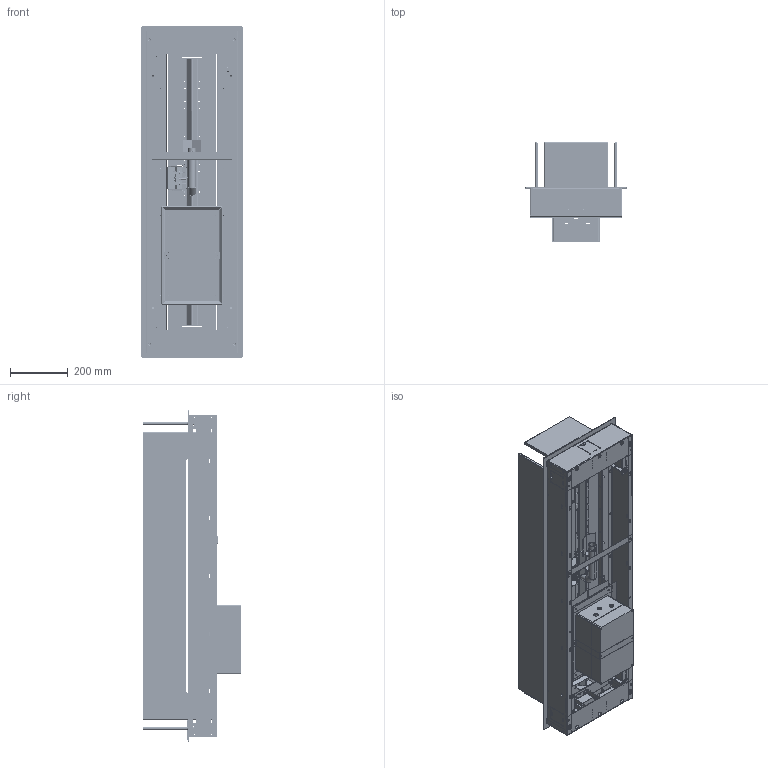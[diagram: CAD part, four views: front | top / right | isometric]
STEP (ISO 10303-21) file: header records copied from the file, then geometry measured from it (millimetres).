
FILE_DESCRIPTION (( 'STEP AP214' ), '1' );
FILE_NAME ('3d_Galaxy_1150_Burner.STEP', '2022-10-18T11:14:50', ( '' ), ( '' ), 'SwSTEP 2.0', 'SolidWorks 2019', '' );
FILE_SCHEMA (( 'AUTOMOTIVE_DESIGN' ));
Length unit declared in the file: millimetre
Products named in the file (42): 000111760_000111760_podparcie dolne; 000112813; G-ME-153; 000113158; 000057747_000057747_40; 000112375_000112375_1150; 000112828; 000111935_000111935_1150; 000111975; G-AC-11; G-AC-11 czêœc górna; 000111755; 000112999; 000111633; G-AC-11 czêœæ dolna; 000112821; 000111549; 000111760_000111760_podparcie g｢rne; 000112832; 3d_Galaxy_1150_Burner; 000112814_000112814_1150; 000112823; nitonakrêtka M8; 000112374; 000112371_000112371_1150; G-AT-12; 000111561; 000112818; sM4x12; 000111759; 000100901_Z坥緊na; 000111496; 000112376_000112376_1150; 000111934_000111934_1150; 000112817; 000112847; 000112370_000112370_1150
Assembly tree (106 placements, depth 4):
  3d_Galaxy_1150_Burner
    000111934_000111934_1150
      000111935_000111935_1150
      sM4x12  x46
    000057747_000057747_40  x2
    000111760_000111760_podparcie dolne
      000111561
      000111759
    000111760_000111760_podparcie dolne
      000111561
      000111759
    000111760_000111760_podparcie dolne
      000111561
      000111759
    000111760_000111760_podparcie dolne
      000111561
      000111759
    G-ME-153
    000111755  x2
    000111760_000111760_podparcie g｢rne
      000111561
      000111759
    000111760_000111760_podparcie g｢rne
      000111561
      000111759
    000112376_000112376_1150
      000111633
        000112371_000112371_1150
        000112374  x2
        000112370_000112370_1150
        000100901_Z坥緊na
        000111496  x2
        000112999
      000112375_000112375_1150
    G-AC-11
      G-AC-11 czêœæ dolna
      G-AC-11 czêœc górna
    000112832
      000112813
      nitonakrêtka M8  x2
    000112832
      000112813
      nitonakrêtka M8  x2
    000112814_000112814_1150  x2
    000112817
    000112828
      000112821
      000112823
      G-AT-12
    000112847
      000111975  x2
      000111549
      000112818
    000113158
Bounding box: 350 x 342.8 x 1150 mm (x, y, z)
Volume: 5953501.1 mm3; surface area: 3796346.6 mm2
Topology: 94 solids, 95 shells, 6243 faces, 17080 edges, 11021 vertices
Faces by surface type: plane 3101, cylinder 2793, cone 164, bspline 162, torus 21, sphere 2
Entity records: 132697 total; most frequent: CARTESIAN_POINT 41950, DIRECTION 18605, ORIENTED_EDGE 18570, EDGE_CURVE 9285, AXIS2_PLACEMENT_3D 6548, VERTEX_POINT 5975, LINE 5509, VECTOR 5509
